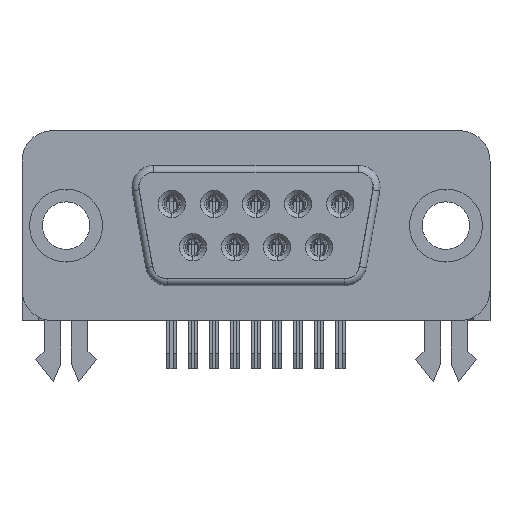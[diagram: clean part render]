
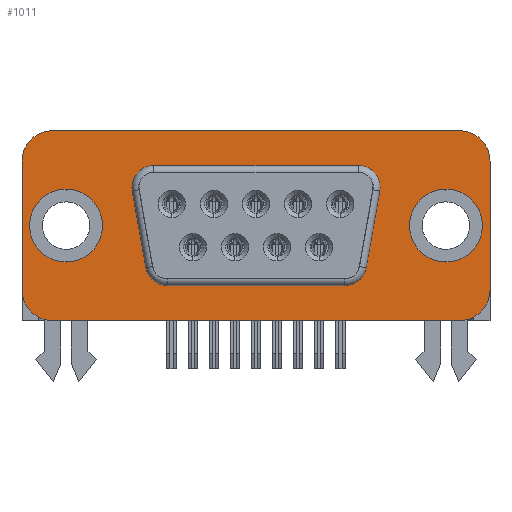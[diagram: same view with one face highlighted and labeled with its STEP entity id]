
A CAD part, front view. The second image highlights one B-rep face of the part: STEP entity #1011.
In plain terms, the highlighted planar face has unit normal (0, -1, 0).
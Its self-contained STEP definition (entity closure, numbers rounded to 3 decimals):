
#1011=ADVANCED_FACE('',(#3146,#3147,#3148,#3149),#3150,.F.);
#3146=FACE_BOUND('',#7580,.T.);
#3147=FACE_BOUND('',#7581,.T.);
#3148=FACE_BOUND('',#7582,.T.);
#3149=FACE_OUTER_BOUND('',#7583,.T.);
#3150=PLANE('',#7584);
#7580=EDGE_LOOP('',(#16924,#16925));
#7581=EDGE_LOOP('',(#16926,#16927));
#7582=EDGE_LOOP('',(#16928,#16929,#16930,#16931,#16932,#16933,#16934,#16935));
#7583=EDGE_LOOP('',(#16936,#16937,#16938,#16939,#16940,#16941,#16942,#16943));
#7584=AXIS2_PLACEMENT_3D('',#16944,#16945,#16946);
#16924=ORIENTED_EDGE('',*,*,#24856,.T.);
#16925=ORIENTED_EDGE('',*,*,#24865,.T.);
#16926=ORIENTED_EDGE('',*,*,#24852,.T.);
#16927=ORIENTED_EDGE('',*,*,#24866,.T.);
#16928=ORIENTED_EDGE('',*,*,#24867,.T.);
#16929=ORIENTED_EDGE('',*,*,#24868,.T.);
#16930=ORIENTED_EDGE('',*,*,#24869,.T.);
#16931=ORIENTED_EDGE('',*,*,#24870,.T.);
#16932=ORIENTED_EDGE('',*,*,#24871,.T.);
#16933=ORIENTED_EDGE('',*,*,#24872,.T.);
#16934=ORIENTED_EDGE('',*,*,#24873,.T.);
#16935=ORIENTED_EDGE('',*,*,#24874,.T.);
#16936=ORIENTED_EDGE('',*,*,#24875,.F.);
#16937=ORIENTED_EDGE('',*,*,#24876,.T.);
#16938=ORIENTED_EDGE('',*,*,#24877,.F.);
#16939=ORIENTED_EDGE('',*,*,#24878,.T.);
#16940=ORIENTED_EDGE('',*,*,#24879,.F.);
#16941=ORIENTED_EDGE('',*,*,#24880,.T.);
#16942=ORIENTED_EDGE('',*,*,#24881,.F.);
#16943=ORIENTED_EDGE('',*,*,#24882,.T.);
#16944=CARTESIAN_POINT('',(0.,-6.425,0.));
#16945=DIRECTION('',(0.,1.0,0.));
#16946=DIRECTION('',(1.0,0.,0.));
#24852=EDGE_CURVE('',#29772,#29769,#29773,.T.);
#24856=EDGE_CURVE('',#29780,#29777,#29781,.T.);
#24865=EDGE_CURVE('',#29777,#29780,#29795,.T.);
#24866=EDGE_CURVE('',#29769,#29772,#29796,.T.);
#24867=EDGE_CURVE('',#29797,#29798,#29799,.T.);
#24868=EDGE_CURVE('',#29798,#29800,#29801,.T.);
#24869=EDGE_CURVE('',#29800,#29802,#29803,.T.);
#24870=EDGE_CURVE('',#29802,#29804,#29805,.T.);
#24871=EDGE_CURVE('',#29804,#29806,#29807,.T.);
#24872=EDGE_CURVE('',#29806,#29808,#29809,.T.);
#24873=EDGE_CURVE('',#29808,#29810,#29811,.T.);
#24874=EDGE_CURVE('',#29810,#29797,#29812,.T.);
#24875=EDGE_CURVE('',#29813,#29814,#29815,.T.);
#24876=EDGE_CURVE('',#29813,#29816,#29817,.F.);
#24877=EDGE_CURVE('',#29818,#29816,#29819,.T.);
#24878=EDGE_CURVE('',#29818,#29820,#29821,.F.);
#24879=EDGE_CURVE('',#29822,#29820,#29823,.T.);
#24880=EDGE_CURVE('',#29822,#29824,#29825,.F.);
#24881=EDGE_CURVE('',#29826,#29824,#29827,.T.);
#24882=EDGE_CURVE('',#29826,#29814,#29828,.F.);
#29769=VERTEX_POINT('',#37787);
#29772=VERTEX_POINT('',#37791);
#29773=CIRCLE('',#37792,2.4);
#29777=VERTEX_POINT('',#37797);
#29780=VERTEX_POINT('',#37801);
#29781=CIRCLE('',#37802,2.4);
#29795=CIRCLE('',#37821,2.4);
#29796=CIRCLE('',#37822,2.4);
#29797=VERTEX_POINT('',#37823);
#29798=VERTEX_POINT('',#37824);
#29799=LINE('',#37825,#37826);
#29800=VERTEX_POINT('',#37827);
#29801=CIRCLE('',#37828,1.428);
#29802=VERTEX_POINT('',#37829);
#29803=LINE('',#37830,#37831);
#29804=VERTEX_POINT('',#37832);
#29805=CIRCLE('',#37833,1.428);
#29806=VERTEX_POINT('',#37834);
#29807=LINE('',#37835,#37836);
#29808=VERTEX_POINT('',#37837);
#29809=CIRCLE('',#37838,1.428);
#29810=VERTEX_POINT('',#37839);
#29811=LINE('',#37840,#37841);
#29812=CIRCLE('',#37842,1.428);
#29813=VERTEX_POINT('',#37843);
#29814=VERTEX_POINT('',#37844);
#29815=LINE('',#37845,#37846);
#29816=VERTEX_POINT('',#37847);
#29817=CIRCLE('',#37848,2.0);
#29818=VERTEX_POINT('',#37849);
#29819=LINE('',#37850,#37851);
#29820=VERTEX_POINT('',#37852);
#29821=CIRCLE('',#37853,2.0);
#29822=VERTEX_POINT('',#37854);
#29823=LINE('',#37855,#37856);
#29824=VERTEX_POINT('',#37857);
#29825=CIRCLE('',#37858,2.0);
#29826=VERTEX_POINT('',#37859);
#29827=LINE('',#37860,#37861);
#29828=CIRCLE('',#37862,2.0);
#37787=CARTESIAN_POINT('',(12.5,-6.425,-2.4));
#37791=CARTESIAN_POINT('',(12.5,-6.425,2.4));
#37792=AXIS2_PLACEMENT_3D('',#45660,#45661,#45662);
#37797=CARTESIAN_POINT('',(-12.5,-6.425,-2.4));
#37801=CARTESIAN_POINT('',(-12.5,-6.425,2.4));
#37802=AXIS2_PLACEMENT_3D('',#45668,#45669,#45670);
#37821=AXIS2_PLACEMENT_3D('',#45685,#45686,#45687);
#37822=AXIS2_PLACEMENT_3D('',#45688,#45689,#45690);
#37823=CARTESIAN_POINT('',(-7.254,-6.425,-2.77));
#37824=CARTESIAN_POINT('',(-8.143,-6.425,2.274));
#37825=CARTESIAN_POINT('',(-7.509,-6.425,-1.324));
#37826=VECTOR('',#45691,1000.0);
#37827=CARTESIAN_POINT('',(-6.737,-6.425,3.95));
#37828=AXIS2_PLACEMENT_3D('',#45692,#45693,#45694);
#37829=CARTESIAN_POINT('',(6.737,-6.425,3.95));
#37830=CARTESIAN_POINT('',(0.,-6.425,3.95));
#37831=VECTOR('',#45695,1000.0);
#37832=CARTESIAN_POINT('',(8.143,-6.425,2.274));
#37833=AXIS2_PLACEMENT_3D('',#45696,#45697,#45698);
#37834=CARTESIAN_POINT('',(7.254,-6.425,-2.77));
#37835=CARTESIAN_POINT('',(7.509,-6.425,-1.324));
#37836=VECTOR('',#45699,1000.0);
#37837=CARTESIAN_POINT('',(5.848,-6.425,-3.95));
#37838=AXIS2_PLACEMENT_3D('',#45700,#45701,#45702);
#37839=CARTESIAN_POINT('',(-5.848,-6.425,-3.95));
#37840=CARTESIAN_POINT('',(0.,-6.425,-3.95));
#37841=VECTOR('',#45703,1000.0);
#37842=AXIS2_PLACEMENT_3D('',#45704,#45705,#45706);
#37843=CARTESIAN_POINT('',(-13.4,-6.425,6.25));
#37844=CARTESIAN_POINT('',(13.4,-6.425,6.25));
#37845=CARTESIAN_POINT('',(-15.4,-6.425,6.25));
#37846=VECTOR('',#45707,1000.0);
#37847=CARTESIAN_POINT('',(-15.4,-6.425,4.25));
#37848=AXIS2_PLACEMENT_3D('',#45708,#45709,#45710);
#37849=CARTESIAN_POINT('',(-15.4,-6.425,-4.25));
#37850=CARTESIAN_POINT('',(-15.4,-6.425,-6.25));
#37851=VECTOR('',#45711,1000.0);
#37852=CARTESIAN_POINT('',(-13.4,-6.425,-6.25));
#37853=AXIS2_PLACEMENT_3D('',#45712,#45713,#45714);
#37854=CARTESIAN_POINT('',(13.4,-6.425,-6.25));
#37855=CARTESIAN_POINT('',(15.4,-6.425,-6.25));
#37856=VECTOR('',#45715,1000.0);
#37857=CARTESIAN_POINT('',(15.4,-6.425,-4.25));
#37858=AXIS2_PLACEMENT_3D('',#45716,#45717,#45718);
#37859=CARTESIAN_POINT('',(15.4,-6.425,4.25));
#37860=CARTESIAN_POINT('',(15.4,-6.425,6.25));
#37861=VECTOR('',#45719,1000.0);
#37862=AXIS2_PLACEMENT_3D('',#45720,#45721,#45722);
#45660=CARTESIAN_POINT('',(12.5,-6.425,0.));
#45661=DIRECTION('',(0.,1.0,0.));
#45662=DIRECTION('',(0.,0.,1.0));
#45668=CARTESIAN_POINT('',(-12.5,-6.425,0.));
#45669=DIRECTION('',(0.,1.0,0.));
#45670=DIRECTION('',(0.,0.,1.0));
#45685=CARTESIAN_POINT('',(-12.5,-6.425,0.));
#45686=DIRECTION('',(0.,1.0,0.));
#45687=DIRECTION('',(0.,0.,1.0));
#45688=CARTESIAN_POINT('',(12.5,-6.425,0.));
#45689=DIRECTION('',(0.,1.0,0.));
#45690=DIRECTION('',(0.,0.,1.0));
#45691=DIRECTION('',(-0.174,0.,0.985));
#45692=CARTESIAN_POINT('',(-6.737,-6.425,2.522));
#45693=DIRECTION('',(0.,1.0,0.));
#45694=DIRECTION('',(0.,0.,1.0));
#45695=DIRECTION('',(1.0,0.,0.));
#45696=CARTESIAN_POINT('',(6.737,-6.425,2.522));
#45697=DIRECTION('',(0.,1.0,0.));
#45698=DIRECTION('',(0.,0.,1.0));
#45699=DIRECTION('',(-0.174,0.,-0.985));
#45700=CARTESIAN_POINT('',(5.848,-6.425,-2.522));
#45701=DIRECTION('',(0.,1.0,0.));
#45702=DIRECTION('',(0.,0.,1.0));
#45703=DIRECTION('',(-1.0,0.,0.));
#45704=CARTESIAN_POINT('',(-5.848,-6.425,-2.522));
#45705=DIRECTION('',(0.,1.0,0.));
#45706=DIRECTION('',(0.,0.,1.0));
#45707=DIRECTION('',(1.0,0.,0.));
#45708=CARTESIAN_POINT('',(-13.4,-6.425,4.25));
#45709=DIRECTION('',(0.,1.0,0.));
#45710=DIRECTION('',(0.,0.,1.0));
#45711=DIRECTION('',(0.,0.,1.0));
#45712=CARTESIAN_POINT('',(-13.4,-6.425,-4.25));
#45713=DIRECTION('',(0.,1.0,0.));
#45714=DIRECTION('',(0.,0.,1.0));
#45715=DIRECTION('',(-1.0,0.,0.));
#45716=CARTESIAN_POINT('',(13.4,-6.425,-4.25));
#45717=DIRECTION('',(0.,1.0,0.));
#45718=DIRECTION('',(0.,0.,1.0));
#45719=DIRECTION('',(0.,0.,-1.0));
#45720=CARTESIAN_POINT('',(13.4,-6.425,4.25));
#45721=DIRECTION('',(0.,1.0,0.));
#45722=DIRECTION('',(0.,0.,1.0));
